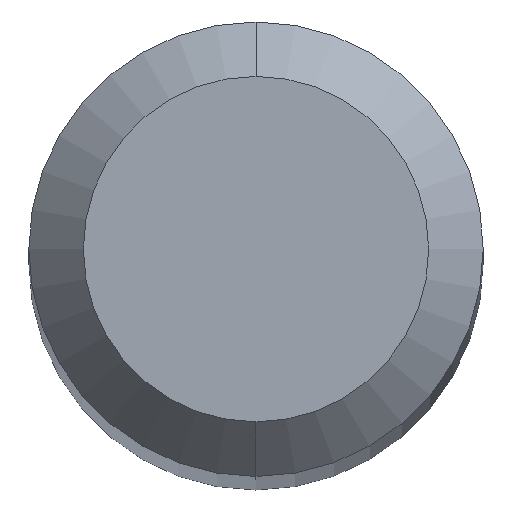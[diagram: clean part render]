
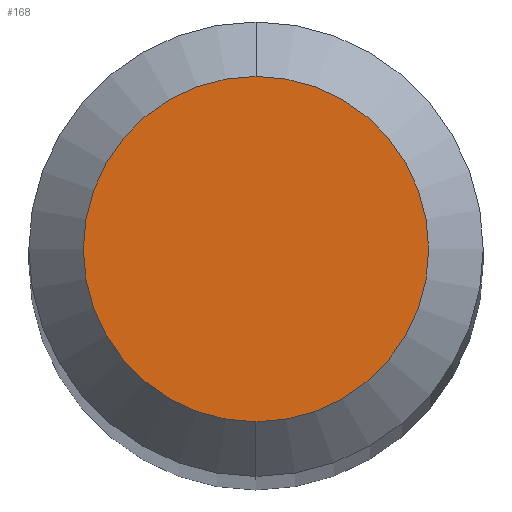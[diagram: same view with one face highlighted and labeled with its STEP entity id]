
A CAD part, top view. The second image highlights one B-rep face of the part: STEP entity #168.
In plain terms, the highlighted planar face has unit normal (0, 0, 1).
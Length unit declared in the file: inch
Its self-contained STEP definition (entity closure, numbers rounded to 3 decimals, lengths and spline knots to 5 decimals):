
#3 = AXIS2_PLACEMENT_3D ( 'NONE', #422, #358, #71 ) ;
#42 = CARTESIAN_POINT ( 'NONE',  ( 0., 0.0475, 0. ) ) ;
#45 = EDGE_CURVE ( 'NONE', #63, #140, #280, .T. ) ;
#55 = CIRCLE ( 'NONE', #331, 0.0475 ) ;
#59 = EDGE_LOOP ( 'NONE', ( #178, #100 ) ) ;
#63 = VERTEX_POINT ( 'NONE', #123 ) ;
#71 = DIRECTION ( 'NONE',  ( 0., -1., 0. ) ) ;
#77 = DIRECTION ( 'NONE',  ( 0., 0., 1. ) ) ;
#85 = CARTESIAN_POINT ( 'NONE',  ( 0., 0., 0. ) ) ;
#86 = FACE_OUTER_BOUND ( 'NONE', #59, .T. ) ;
#100 = ORIENTED_EDGE ( 'NONE', *, *, #45, .T. ) ;
#123 = CARTESIAN_POINT ( 'NONE',  ( 0., -0.0475, 0. ) ) ;
#140 = VERTEX_POINT ( 'NONE', #441 ) ;
#168 = ADVANCED_FACE ( 'NONE', ( #86 ), #244, .F. ) ;
#169 = AXIS2_PLACEMENT_3D ( 'NONE', #42, #399, #246 ) ;
#178 = ORIENTED_EDGE ( 'NONE', *, *, #215, .T. ) ;
#215 = EDGE_CURVE ( 'NONE', #140, #63, #55, .T. ) ;
#244 = PLANE ( 'NONE',  #169 ) ;
#246 = DIRECTION ( 'NONE',  ( 0., 1., 0. ) ) ;
#280 = CIRCLE ( 'NONE', #3, 0.0475 ) ;
#331 = AXIS2_PLACEMENT_3D ( 'NONE', #85, #77, #395 ) ;
#358 = DIRECTION ( 'NONE',  ( 0., 0., 1. ) ) ;
#395 = DIRECTION ( 'NONE',  ( 0., -1., 0. ) ) ;
#399 = DIRECTION ( 'NONE',  ( 0., 0., -1. ) ) ;
#422 = CARTESIAN_POINT ( 'NONE',  ( 0., 0., 0. ) ) ;
#441 = CARTESIAN_POINT ( 'NONE',  ( 0., 0.0475, 0. ) ) ;
